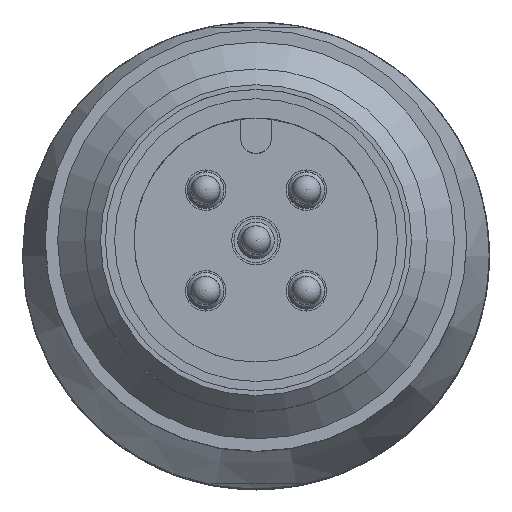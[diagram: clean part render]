
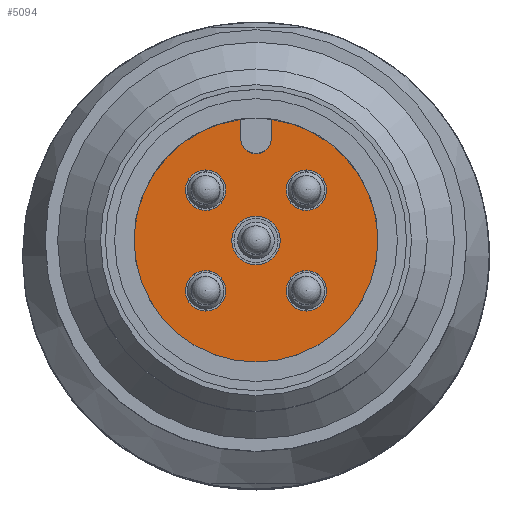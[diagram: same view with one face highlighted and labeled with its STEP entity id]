
A CAD part, top view. The second image highlights one B-rep face of the part: STEP entity #5094.
In plain terms, the highlighted planar face has unit normal (0, 0, 1).
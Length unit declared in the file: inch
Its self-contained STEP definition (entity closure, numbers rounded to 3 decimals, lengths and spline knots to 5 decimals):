
#334=LINE('',#8285,#647);
#339=LINE('',#8299,#652);
#647=VECTOR('',#6644,0.3937);
#652=VECTOR('',#6657,0.3937);
#930=FACE_BOUND('',#1539,.T.);
#931=FACE_BOUND('',#1540,.T.);
#932=FACE_BOUND('',#1541,.T.);
#933=FACE_BOUND('',#1542,.T.);
#934=FACE_BOUND('',#1543,.T.);
#1177=FACE_OUTER_BOUND('',#1538,.T.);
#1538=EDGE_LOOP('',(#3857,#3858,#3859,#3860));
#1539=EDGE_LOOP('',(#3861));
#1540=EDGE_LOOP('',(#3862));
#1541=EDGE_LOOP('',(#3863));
#1542=EDGE_LOOP('',(#3864));
#1543=EDGE_LOOP('',(#3865));
#1881=CIRCLE('',#5564,0.0275);
#1882=CIRCLE('',#5566,0.0275);
#1883=CIRCLE('',#5568,0.0275);
#1884=CIRCLE('',#5570,0.0275);
#1885=CIRCLE('',#5573,0.021);
#1888=CIRCLE('',#5579,0.166);
#1889=CIRCLE('',#5580,0.033);
#2239=VERTEX_POINT('',#8271);
#2240=VERTEX_POINT('',#8274);
#2241=VERTEX_POINT('',#8277);
#2242=VERTEX_POINT('',#8280);
#2243=VERTEX_POINT('',#8283);
#2244=VERTEX_POINT('',#8284);
#2247=VERTEX_POINT('',#8292);
#2249=VERTEX_POINT('',#8298);
#2251=VERTEX_POINT('',#8307);
#2827=EDGE_CURVE('',#2239,#2239,#1881,.T.);
#2828=EDGE_CURVE('',#2240,#2240,#1882,.T.);
#2829=EDGE_CURVE('',#2241,#2241,#1883,.T.);
#2830=EDGE_CURVE('',#2242,#2242,#1884,.T.);
#2831=EDGE_CURVE('',#2243,#2244,#334,.T.);
#2835=EDGE_CURVE('',#2244,#2247,#1885,.T.);
#2838=EDGE_CURVE('',#2247,#2249,#339,.T.);
#2842=EDGE_CURVE('',#2243,#2249,#1888,.T.);
#2843=EDGE_CURVE('',#2251,#2251,#1889,.T.);
#3857=ORIENTED_EDGE('',*,*,#2831,.T.);
#3858=ORIENTED_EDGE('',*,*,#2835,.T.);
#3859=ORIENTED_EDGE('',*,*,#2838,.T.);
#3860=ORIENTED_EDGE('',*,*,#2842,.F.);
#3861=ORIENTED_EDGE('',*,*,#2827,.T.);
#3862=ORIENTED_EDGE('',*,*,#2828,.T.);
#3863=ORIENTED_EDGE('',*,*,#2829,.T.);
#3864=ORIENTED_EDGE('',*,*,#2830,.T.);
#3865=ORIENTED_EDGE('',*,*,#2843,.T.);
#4539=PLANE('',#5578);
#5094=ADVANCED_FACE('',(#1177,#930,#931,#932,#933,#934),#4539,.T.);
#5564=AXIS2_PLACEMENT_3D('',#8272,#6628,#6629);
#5566=AXIS2_PLACEMENT_3D('',#8275,#6632,#6633);
#5568=AXIS2_PLACEMENT_3D('',#8278,#6636,#6637);
#5570=AXIS2_PLACEMENT_3D('',#8281,#6640,#6641);
#5573=AXIS2_PLACEMENT_3D('',#8293,#6650,#6651);
#5578=AXIS2_PLACEMENT_3D('',#8305,#6664,#6665);
#5579=AXIS2_PLACEMENT_3D('',#8306,#6666,#6667);
#5580=AXIS2_PLACEMENT_3D('',#8308,#6668,#6669);
#6628=DIRECTION('center_axis',(0.,0.,
-1.));
#6629=DIRECTION('ref_axis',(-0.707,0.707,0.));
#6632=DIRECTION('center_axis',(0.,0.,
-1.));
#6633=DIRECTION('ref_axis',(-0.707,-0.707,0.));
#6636=DIRECTION('center_axis',(0.,0.,
-1.));
#6637=DIRECTION('ref_axis',(0.707,-0.707,0.));
#6640=DIRECTION('center_axis',(0.,0.,
-1.));
#6641=DIRECTION('ref_axis',(0.707,0.707,0.));
#6644=DIRECTION('',(0.,-1.,0.));
#6650=DIRECTION('center_axis',(0.,0.,
-1.));
#6651=DIRECTION('ref_axis',(-1.,0.,0.));
#6657=DIRECTION('',(0.,1.,0.));
#6664=DIRECTION('center_axis',(0.,0.,
1.));
#6665=DIRECTION('ref_axis',(1.,0.,0.));
#6666=DIRECTION('center_axis',(0.,0.,
-1.));
#6667=DIRECTION('ref_axis',(1.,0.,0.));
#6668=DIRECTION('center_axis',(0.,0.,
-1.));
#6669=DIRECTION('ref_axis',(1.,0.,0.));
#8271=CARTESIAN_POINT('',(-2.74517,-0.16287,17.06938));
#8272=CARTESIAN_POINT('Origin',(-2.72573,-0.18231,17.06938));
#8274=CARTESIAN_POINT('',(-2.74517,-0.33871,17.06938));
#8275=CARTESIAN_POINT('Origin',(-2.72573,-0.31926,17.06938));
#8277=CARTESIAN_POINT('',(-2.56933,-0.33871,17.06938));
#8278=CARTESIAN_POINT('Origin',(-2.58878,-0.31926,17.06938));
#8280=CARTESIAN_POINT('',(-2.56933,-0.16287,17.06938));
#8281=CARTESIAN_POINT('Origin',(-2.58878,-0.18231,17.06938));
#8283=CARTESIAN_POINT('',(-2.63625,-0.08612,17.06938));
#8284=CARTESIAN_POINT('',(-2.63625,-0.11179,17.06938));
#8285=CARTESIAN_POINT('',(-2.63625,-0.09829,17.06938));
#8292=CARTESIAN_POINT('',(-2.67825,-0.11179,17.06938));
#8293=CARTESIAN_POINT('Origin',(-2.65725,-0.11179,17.06938));
#8298=CARTESIAN_POINT('',(-2.67825,-0.08612,17.06938));
#8299=CARTESIAN_POINT('',(-2.67825,-0.08546,17.06938));
#8305=CARTESIAN_POINT('Origin',(-2.65725,-0.08479,17.06938));
#8306=CARTESIAN_POINT('Origin',(-2.65725,-0.25079,17.06938));
#8307=CARTESIAN_POINT('',(-2.65725,-0.21779,17.06938));
#8308=CARTESIAN_POINT('Origin',(-2.65725,-0.25079,17.06938));
